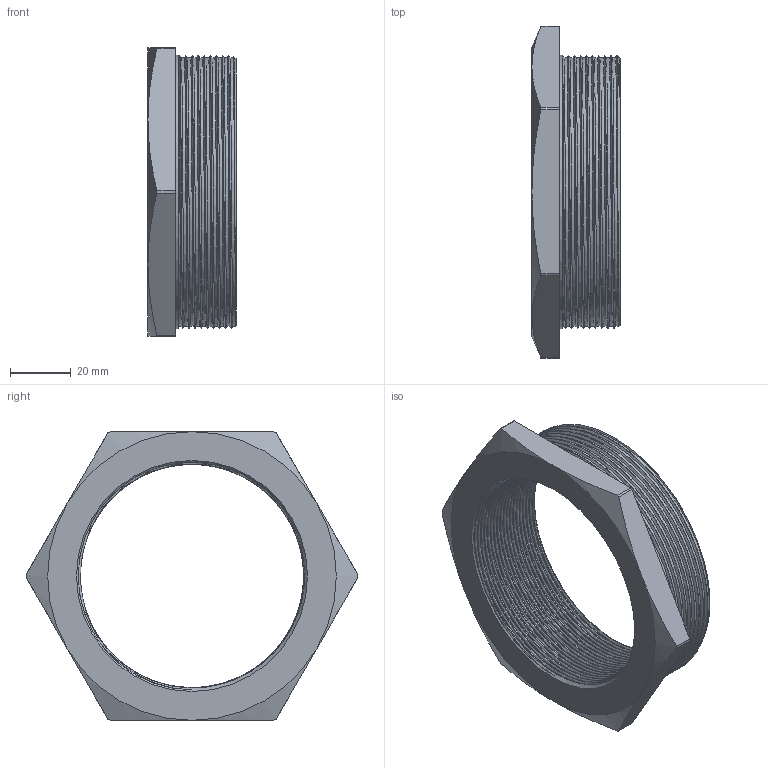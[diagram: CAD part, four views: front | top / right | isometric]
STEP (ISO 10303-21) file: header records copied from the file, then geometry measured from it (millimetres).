
FILE_DESCRIPTION(/* description */ ('Reduzierung M 90x2,0 X M 75x1,5'),/* implementation_level */ '2;1');
FILE_NAME(/* name */ 'RX745864-RST.stp',/* time_stamp */ '2021-08-12T14:29:55+02:00',/* author */ ('sl'),/* organization */ (''),/* preprocessor_version */ 'ST-DEVELOPER v16.5',/* originating_system */ 'Autodesk Inventor 2017',/* authorisation */ '');
FILE_SCHEMA (('AUTOMOTIVE_DESIGN { 1 0 10303 214 3 1 1 }'));
Length unit declared in the file: millimetre
Products named in the file (1): RX745864
Bounding box: 29 x 109.25 x 95 mm (x, y, z)
Volume: 67371.6 mm3; surface area: 27405.3 mm2
Topology: 1 solids, 1 shells, 42 faces, 111 edges, 72 vertices
Faces by surface type: cylinder 18, cone 10, plane 10, bspline 4
Full cylindrical faces by diameter (mm): 90 x8
Entity records: 6152 total; most frequent: CARTESIAN_POINT 5414, ORIENTED_EDGE 152, DIRECTION 138, EDGE_CURVE 76, AXIS2_PLACEMENT_3D 60, VERTEX_POINT 50, EDGE_LOOP 40, FACE_OUTER_BOUND 33
